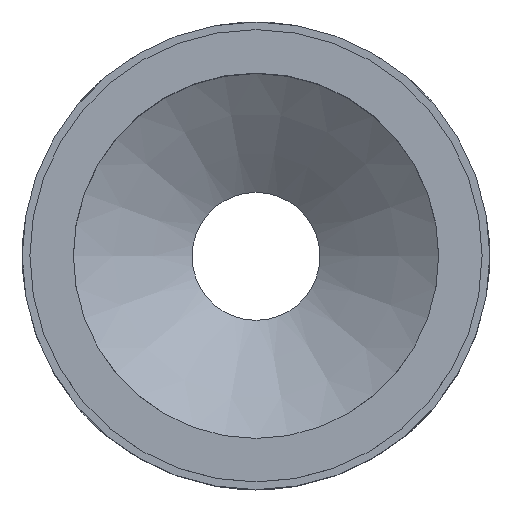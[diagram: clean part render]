
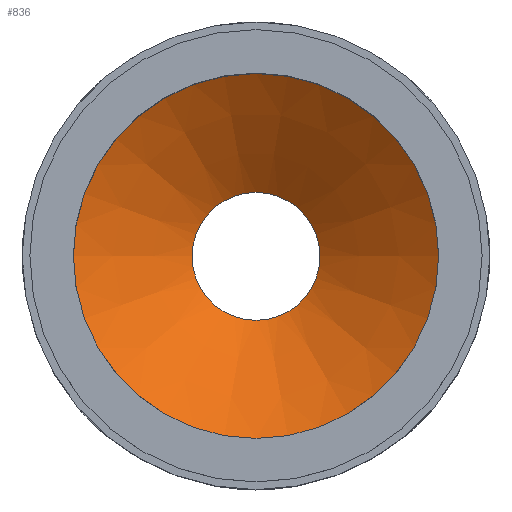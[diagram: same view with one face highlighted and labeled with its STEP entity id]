
A CAD part, top view. The second image highlights one B-rep face of the part: STEP entity #836.
In plain terms, the highlighted conical face has half-angle 55 degrees and reference radius 28.925 mm.
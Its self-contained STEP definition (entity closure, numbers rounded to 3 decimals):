
#15=CONICAL_SURFACE('',#900,28.925,0.96);
#159=FACE_OUTER_BOUND('',#223,.T.);
#223=EDGE_LOOP('',(#725,#726,#727,#728));
#266=LINE('',#2378,#299);
#299=VECTOR('',#1028,28.925);
#319=CIRCLE('',#899,42.85);
#320=CIRCLE('',#901,15.);
#408=VERTEX_POINT('',#2373);
#409=VERTEX_POINT('',#2377);
#522=EDGE_CURVE('',#408,#408,#319,.T.);
#523=EDGE_CURVE('',#408,#409,#266,.T.);
#524=EDGE_CURVE('',#409,#409,#320,.T.);
#725=ORIENTED_EDGE('',*,*,#522,.T.);
#726=ORIENTED_EDGE('',*,*,#523,.T.);
#727=ORIENTED_EDGE('',*,*,#524,.F.);
#728=ORIENTED_EDGE('',*,*,#523,.F.);
#836=ADVANCED_FACE('',(#159),#15,.F.);
#899=AXIS2_PLACEMENT_3D('',#2375,#1024,#1025);
#900=AXIS2_PLACEMENT_3D('',#2376,#1026,#1027);
#901=AXIS2_PLACEMENT_3D('',#2379,#1029,#1030);
#1024=DIRECTION('center_axis',(0.,0.,1.));
#1025=DIRECTION('ref_axis',(1.,0.,0.));
#1026=DIRECTION('center_axis',(0.,0.,1.));
#1027=DIRECTION('ref_axis',(1.,0.,0.));
#1028=DIRECTION('',(0.819,0.,-0.574));
#1029=DIRECTION('center_axis',(0.,0.,1.));
#1030=DIRECTION('ref_axis',(1.,0.,0.));
#2373=CARTESIAN_POINT('',(-42.85,0.,19.501));
#2375=CARTESIAN_POINT('Origin',(0.,0.,19.501));
#2376=CARTESIAN_POINT('Origin',(0.,0.,9.75));
#2377=CARTESIAN_POINT('',(-15.,0.,0.));
#2378=CARTESIAN_POINT('',(-28.925,0.,9.75));
#2379=CARTESIAN_POINT('Origin',(0.,0.,0.));
